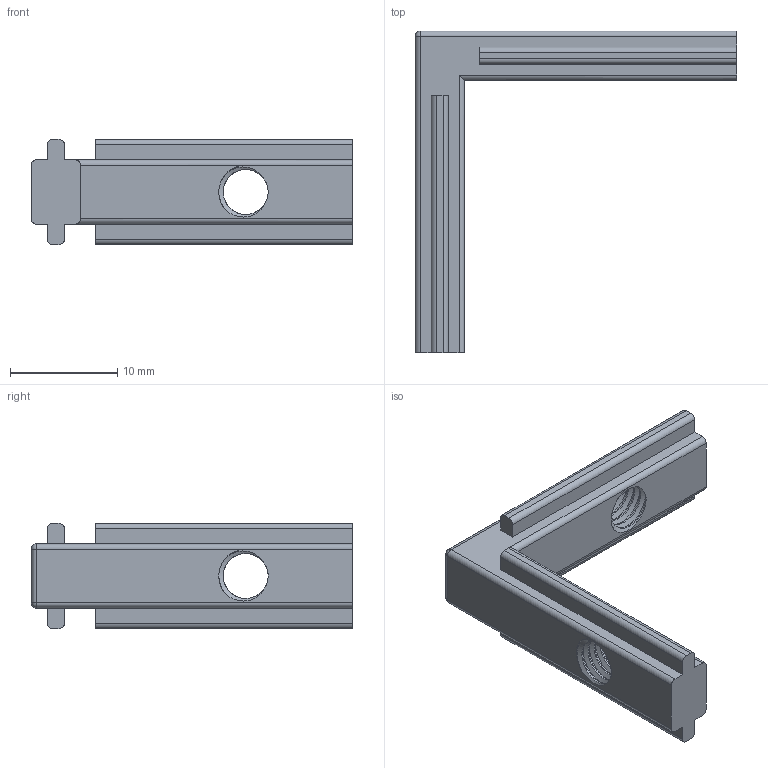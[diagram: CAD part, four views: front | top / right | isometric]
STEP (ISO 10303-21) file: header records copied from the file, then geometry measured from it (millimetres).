
FILE_DESCRIPTION (( 'STEP AP214' ), '1' );
FILE_NAME ('2020角槽连接件（欧标）.STEP', '2019-07-26T00:50:17', ( '微软用户' ), ( '微软中国' ), 'SwSTEP 2.0', 'SolidWorks 2015', '' );
FILE_SCHEMA (( 'AUTOMOTIVE_DESIGN' ));
Length unit declared in the file: millimetre
Products named in the file (1): 2020褒羞蟀諉璃ㄗ韁梓ㄘ
Bounding box: 30 x 30 x 9.8 mm (x, y, z)
Volume: 1753.6 mm3; surface area: 1682 mm2
Topology: 1 solids, 1 shells, 251 faces, 716 edges, 474 vertices
Faces by surface type: plane 152, cylinder 65, bspline 32, sphere 2
Entity records: 11714 total; most frequent: CARTESIAN_POINT 5568, ORIENTED_EDGE 1424, DIRECTION 1010, EDGE_CURVE 712, VECTOR 490, LINE 490, VERTEX_POINT 472, EDGE_LOOP 264
